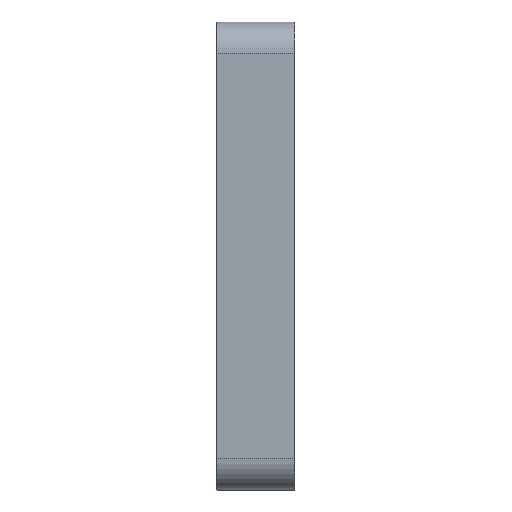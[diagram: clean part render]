
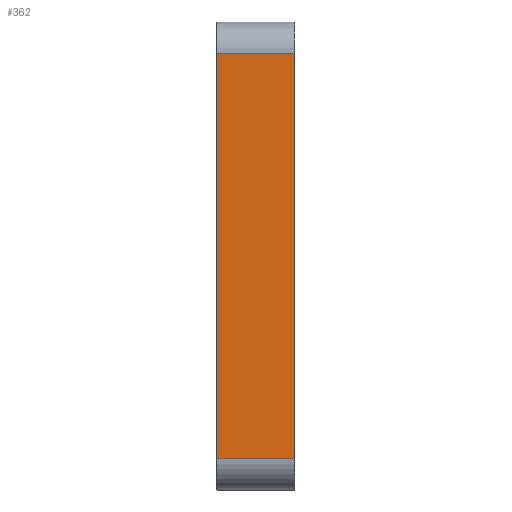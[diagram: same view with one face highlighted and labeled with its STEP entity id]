
A CAD part, left-side view. The second image highlights one B-rep face of the part: STEP entity #362.
In plain terms, the highlighted planar face has unit normal (-1, 0, 0).
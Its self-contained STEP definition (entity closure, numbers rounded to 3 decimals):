
#22 = DIRECTION ( 'NONE',  ( 0., -1., 0. ) ) ;
#23 = CARTESIAN_POINT ( 'NONE',  ( -30., 10., 26. ) ) ;
#26 = CARTESIAN_POINT ( 'NONE',  ( -30., 10., -26. ) ) ;
#28 = DIRECTION ( 'NONE',  ( 0., 0., 1. ) ) ;
#94 = DIRECTION ( 'NONE',  ( 0., 0., -1. ) ) ;
#95 = DIRECTION ( 'NONE',  ( 1., 0., 0. ) ) ;
#101 = PLANE ( 'NONE',  #726 ) ;
#121 = CARTESIAN_POINT ( 'NONE',  ( -30., 10., -26. ) ) ;
#156 = CARTESIAN_POINT ( 'NONE',  ( -30., 0., -26. ) ) ;
#180 = CARTESIAN_POINT ( 'NONE',  ( -30., 10., -26. ) ) ;
#214 = CARTESIAN_POINT ( 'NONE',  ( -30., 10., 26. ) ) ;
#223 = DIRECTION ( 'NONE',  ( 0., 0., 1. ) ) ;
#224 = CARTESIAN_POINT ( 'NONE',  ( -30., 0., 26. ) ) ;
#225 = CARTESIAN_POINT ( 'NONE',  ( -30., 0., -26. ) ) ;
#241 = CARTESIAN_POINT ( 'NONE',  ( -30., 10., -26. ) ) ;
#247 = DIRECTION ( 'NONE',  ( 0., -1., 0. ) ) ;
#357 = VECTOR ( 'NONE', #223, 1000. ) ;
#361 = LINE ( 'NONE', #225, #357 ) ;
#362 = ADVANCED_FACE ( 'NONE', ( #1126 ), #101, .F. ) ;
#364 = VECTOR ( 'NONE', #247, 1000. ) ;
#384 = LINE ( 'NONE', #241, #364 ) ;
#599 = EDGE_CURVE ( 'NONE', #920, #912, #833, .T. ) ;
#600 = EDGE_CURVE ( 'NONE', #945, #920, #835, .T. ) ;
#726 = AXIS2_PLACEMENT_3D ( 'NONE', #121, #95, #94 ) ;
#792 = EDGE_CURVE ( 'NONE', #945, #963, #384, .T. ) ;
#795 = EDGE_CURVE ( 'NONE', #963, #912, #361, .T. ) ;
#826 = VECTOR ( 'NONE', #28, 1000. ) ;
#831 = VECTOR ( 'NONE', #22, 1000. ) ;
#833 = LINE ( 'NONE', #23, #831 ) ;
#835 = LINE ( 'NONE', #26, #826 ) ;
#912 = VERTEX_POINT ( 'NONE', #224 ) ;
#920 = VERTEX_POINT ( 'NONE', #214 ) ;
#945 = VERTEX_POINT ( 'NONE', #180 ) ;
#963 = VERTEX_POINT ( 'NONE', #156 ) ;
#1002 = ORIENTED_EDGE ( 'NONE', *, *, #792, .T. ) ;
#1003 = ORIENTED_EDGE ( 'NONE', *, *, #795, .T. ) ;
#1004 = ORIENTED_EDGE ( 'NONE', *, *, #599, .F. ) ;
#1126 = FACE_OUTER_BOUND ( 'NONE', #1166, .T. ) ;
#1166 = EDGE_LOOP ( 'NONE', ( #1003, #1004, #1185, #1002 ) ) ;
#1185 = ORIENTED_EDGE ( 'NONE', *, *, #600, .F. ) ;
